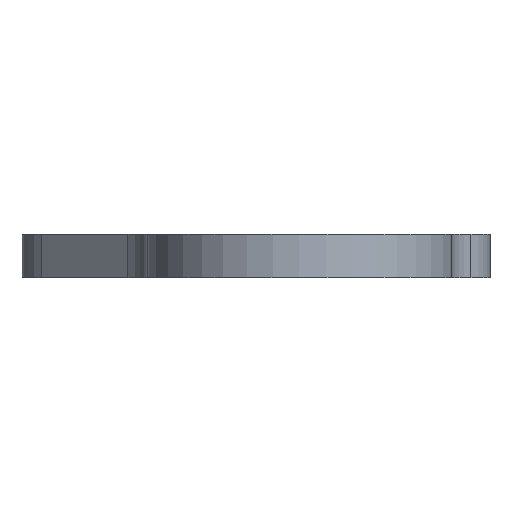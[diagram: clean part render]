
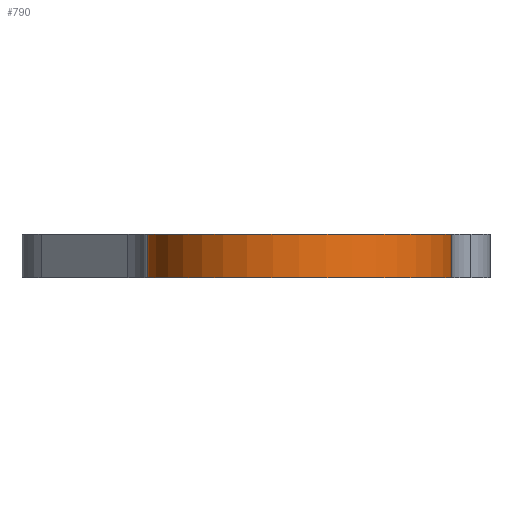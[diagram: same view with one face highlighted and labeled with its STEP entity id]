
A CAD part, front view. The second image highlights one B-rep face of the part: STEP entity #790.
In plain terms, the highlighted cylindrical face has radius 14 mm (diameter 28 mm), a partial arc.
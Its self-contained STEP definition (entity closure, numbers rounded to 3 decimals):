
#83=FACE_OUTER_BOUND('',#134,.T.);
#134=EDGE_LOOP('',(#665,#666,#667,#668));
#205=LINE('',#1326,#266);
#209=LINE('',#1339,#270);
#266=VECTOR('',#1085,10.);
#270=VECTOR('',#1101,10.);
#289=CIRCLE('',#836,14.);
#319=CIRCLE('',#886,14.);
#351=VERTEX_POINT('',#1214);
#352=VERTEX_POINT('',#1216);
#391=VERTEX_POINT('',#1324);
#394=VERTEX_POINT('',#1338);
#435=EDGE_CURVE('',#352,#351,#289,.T.);
#490=EDGE_CURVE('',#351,#391,#205,.T.);
#496=EDGE_CURVE('',#352,#394,#209,.T.);
#498=EDGE_CURVE('',#394,#391,#319,.T.);
#665=ORIENTED_EDGE('',*,*,#490,.T.);
#666=ORIENTED_EDGE('',*,*,#498,.F.);
#667=ORIENTED_EDGE('',*,*,#496,.F.);
#668=ORIENTED_EDGE('',*,*,#435,.T.);
#752=CYLINDRICAL_SURFACE('',#885,14.);
#790=ADVANCED_FACE('',(#83),#752,.T.);
#836=AXIS2_PLACEMENT_3D('',#1217,#972,#973);
#885=AXIS2_PLACEMENT_3D('',#1341,#1103,#1104);
#886=AXIS2_PLACEMENT_3D('',#1342,#1105,#1106);
#972=DIRECTION('center_axis',(0.,0.,1.));
#973=DIRECTION('ref_axis',(1.,0.,0.));
#1085=DIRECTION('',(0.,0.,1.));
#1101=DIRECTION('',(0.,0.,1.));
#1103=DIRECTION('center_axis',(0.,0.,1.));
#1104=DIRECTION('ref_axis',(1.,0.,0.));
#1105=DIRECTION('center_axis',(0.,0.,1.));
#1106=DIRECTION('ref_axis',(1.,0.,0.));
#1214=CARTESIAN_POINT('',(14.,0.,0.));
#1216=CARTESIAN_POINT('',(-14.,0.,0.));
#1217=CARTESIAN_POINT('Origin',(0.,0.,0.));
#1324=CARTESIAN_POINT('',(14.,0.,4.));
#1326=CARTESIAN_POINT('',(14.,0.,0.));
#1338=CARTESIAN_POINT('',(-14.,0.,4.));
#1339=CARTESIAN_POINT('',(-14.,0.,0.));
#1341=CARTESIAN_POINT('Origin',(0.,0.,0.));
#1342=CARTESIAN_POINT('Origin',(0.,0.,4.));
